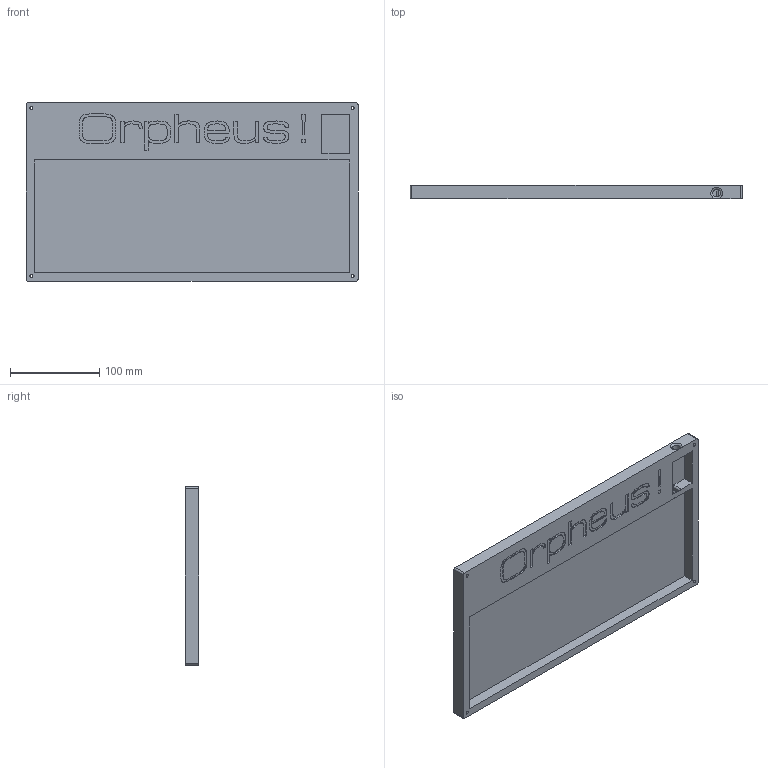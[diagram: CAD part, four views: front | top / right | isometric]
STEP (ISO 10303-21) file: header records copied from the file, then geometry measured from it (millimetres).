
FILE_DESCRIPTION(/* description */ ('STEP AP242','CAx-IF Rec.Pracs.---Representation and Presentation of Product Manufacturing Information (PMI)---4.0---2014-10-13','CAx-IF Rec.Pracs.---3D Tessellated Geometry---0.4---2014-09-14','2;1'),/* implementation_level */ '2;1');
FILE_NAME(/* name */ '687dfa4614a34a554ccf1550',/* time_stamp */ '2025-07-21T08:28:56Z',/* author */ (''),/* organization */ (''),/* preprocessor_version */ 'ST-DEVELOPER v20',/* originating_system */ 'ONSHAPE BY PTC INC, 1.201',/* authorisation */ ' ');
FILE_SCHEMA (('AP242_MANAGED_MODEL_BASED_3D_ENGINEERING_MIM_LF { 1 0 10303 442 1 1 4 }'));
Length unit declared in the file: metre
Products named in the file (1): Part 1
Bounding box: 372.52 x 15.11 x 200 mm (x, y, z)
Volume: 557356.9 mm3; surface area: 182986.3 mm2
Topology: 1 solids, 1 shells, 928 faces, 2596 edges, 1728 vertices
Faces by surface type: bspline 524, plane 350, cylinder 53, torus 1
Full cylindrical faces by diameter (mm): 3.4 x4, 6 x4, 9 x1
Entity records: 31359 total; most frequent: CARTESIAN_POINT 11007, ORIENTED_EDGE 5168, EDGE_CURVE 2584, DIRECTION 2452, VERTEX_POINT 1726, LINE 1428, VECTOR 1428, B_SPLINE_CURVE_WITH_KNOTS 1049
